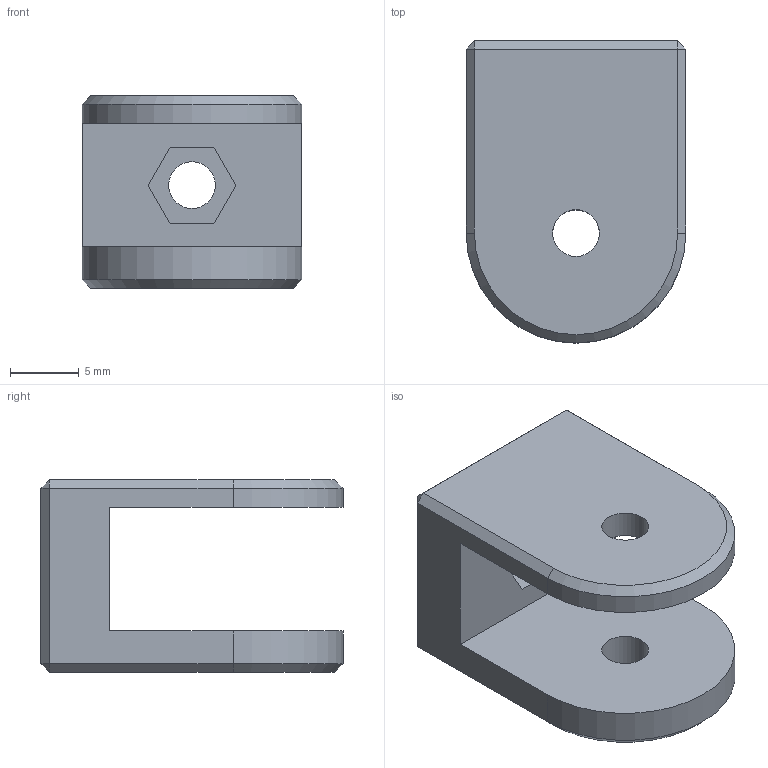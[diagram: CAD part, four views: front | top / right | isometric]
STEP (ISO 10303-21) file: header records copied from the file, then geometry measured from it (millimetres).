
FILE_DESCRIPTION(('FreeCAD Model'),'2;1');
FILE_NAME('Open CASCADE Shape Model','2023-05-23T13:06:59',('Author'),( ''),'Open CASCADE STEP processor 7.5','FreeCAD','Unknown');
FILE_SCHEMA(('AUTOMOTIVE_DESIGN { 1 0 10303 214 1 1 1 1 }'));
Length unit declared in the file: millimetre
Products named in the file (1): y.bearing.holder
Bounding box: 16 x 22 x 14 mm (x, y, z)
Volume: 2170.2 mm3; surface area: 1880.2 mm2
Topology: 1 solids, 1 shells, 34 faces, 77 edges, 46 vertices
Faces by surface type: plane 27, cylinder 5, cone 2
Full cylindrical faces by diameter (mm): 3.4 x3
Entity records: 1944 total; most frequent: CARTESIAN_POINT 346, DIRECTION 289, LINE 187, VECTOR 187, ORIENTED_EDGE 154, PCURVE 154, DEFINITIONAL_REPRESENTATION 154, EDGE_CURVE 77
